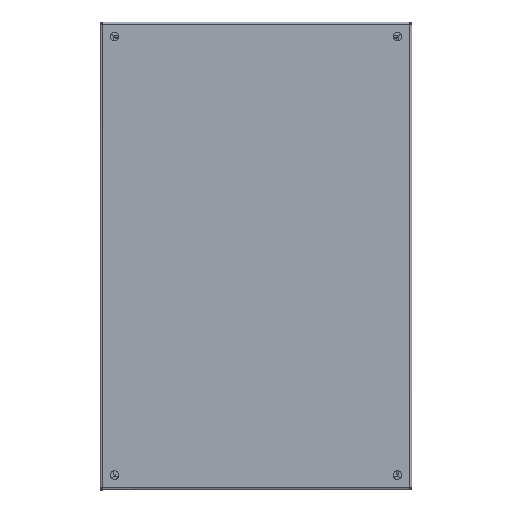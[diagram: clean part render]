
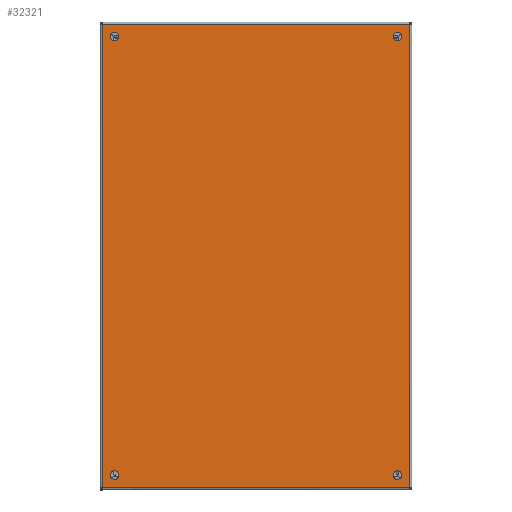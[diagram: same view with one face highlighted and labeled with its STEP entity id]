
A CAD part, top view. The second image highlights one B-rep face of the part: STEP entity #32321.
In plain terms, the highlighted planar face has unit normal (0, 0, 1).
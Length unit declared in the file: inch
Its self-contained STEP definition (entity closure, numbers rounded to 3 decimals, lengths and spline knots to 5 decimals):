
#1169 = CARTESIAN_POINT ( 'NONE',  ( 7.875, -0.01975, 6.9175 ) ) ;
#1454 = DIRECTION ( 'NONE',  ( -1., 0., 0. ) ) ;
#1649 = EDGE_LOOP ( 'NONE', ( #43602 ) ) ;
#1656 = EDGE_CURVE ( 'NONE', #61058, #61058, #78285, .T. ) ;
#1812 = CIRCLE ( 'NONE', #22574, 0.07 ) ;
#1962 = VERTEX_POINT ( 'NONE', #8220 ) ;
#2441 = VERTEX_POINT ( 'NONE', #28110 ) ;
#2683 = DIRECTION ( 'NONE',  ( 0., 0., -1. ) ) ;
#3002 = DIRECTION ( 'NONE',  ( 0., 0., -1. ) ) ;
#3103 = DIRECTION ( 'NONE',  ( 1., 0., 0. ) ) ;
#3705 = EDGE_LOOP ( 'NONE', ( #26889 ) ) ;
#3970 = FACE_OUTER_BOUND ( 'NONE', #26084, .T. ) ;
#4979 = FACE_BOUND ( 'NONE', #77843, .T. ) ;
#7650 = AXIS2_PLACEMENT_3D ( 'NONE', #48367, #55599, #42806 ) ;
#8220 = CARTESIAN_POINT ( 'NONE',  ( 15.75777, 23.76975, 6.9175 ) ) ;
#8403 = ORIENTED_EDGE ( 'NONE', *, *, #32813, .F. ) ;
#9670 = CARTESIAN_POINT ( 'NONE',  ( -0.00777, -0.01975, 6.9175 ) ) ;
#10028 = AXIS2_PLACEMENT_3D ( 'NONE', #22367, #3002, #80007 ) ;
#10143 = VERTEX_POINT ( 'NONE', #9670 ) ;
#11321 = ORIENTED_EDGE ( 'NONE', *, *, #30373, .T. ) ;
#13412 = ORIENTED_EDGE ( 'NONE', *, *, #30271, .F. ) ;
#13639 = EDGE_LOOP ( 'NONE', ( #58624 ) ) ;
#14245 = EDGE_CURVE ( 'NONE', #44549, #1962, #25127, .T. ) ;
#15506 = DIRECTION ( 'NONE',  ( -1., 0., 0. ) ) ;
#16775 = CARTESIAN_POINT ( 'NONE',  ( -0.01975, -0.00777, 6.9175 ) ) ;
#17143 = AXIS2_PLACEMENT_3D ( 'NONE', #72300, #78416, #15506 ) ;
#17274 = CARTESIAN_POINT ( 'NONE',  ( 15.75777, -0.01975, 6.9175 ) ) ;
#18082 = AXIS2_PLACEMENT_3D ( 'NONE', #56639, #18693, #63022 ) ;
#18169 = EDGE_CURVE ( 'NONE', #35346, #1962, #79415, .T. ) ;
#18244 = CARTESIAN_POINT ( 'NONE',  ( 14.90625, 23.125, 6.9175 ) ) ;
#18693 = DIRECTION ( 'NONE',  ( 0., 0., -1. ) ) ;
#19144 = DIRECTION ( 'NONE',  ( 1., 0., 0. ) ) ;
#19495 = CARTESIAN_POINT ( 'NONE',  ( 15.76975, 23.75777, 6.9175 ) ) ;
#19565 = AXIS2_PLACEMENT_3D ( 'NONE', #53226, #71563, #33805 ) ;
#21703 = CARTESIAN_POINT ( 'NONE',  ( -0.01975, 11.875, 6.9175 ) ) ;
#21795 = CARTESIAN_POINT ( 'NONE',  ( 0.40625, 23.125, 6.9175 ) ) ;
#22367 = CARTESIAN_POINT ( 'NONE',  ( 15.81289, -0.06289, 6.9175 ) ) ;
#22574 = AXIS2_PLACEMENT_3D ( 'NONE', #73158, #35425, #3103 ) ;
#23147 = ORIENTED_EDGE ( 'NONE', *, *, #24214, .T. ) ;
#23823 = FACE_BOUND ( 'NONE', #1649, .T. ) ;
#24214 = EDGE_CURVE ( 'NONE', #55907, #60282, #34094, .T. ) ;
#24945 = CIRCLE ( 'NONE', #7650, 0.21875 ) ;
#24964 = CARTESIAN_POINT ( 'NONE',  ( -0.00777, 23.76975, 6.9175 ) ) ;
#25127 = LINE ( 'NONE', #63170, #59819 ) ;
#25425 = DIRECTION ( 'NONE',  ( 0., -1., 0. ) ) ;
#25836 = ORIENTED_EDGE ( 'NONE', *, *, #34443, .T. ) ;
#26084 = EDGE_LOOP ( 'NONE', ( #23147, #68717, #58636, #60696, #11321, #8403, #25836, #13412 ) ) ;
#26889 = ORIENTED_EDGE ( 'NONE', *, *, #39824, .T. ) ;
#28110 = CARTESIAN_POINT ( 'NONE',  ( 14.90625, 0.625, 6.9175 ) ) ;
#28808 = VERTEX_POINT ( 'NONE', #76791 ) ;
#30271 = EDGE_CURVE ( 'NONE', #55907, #10143, #31483, .T. ) ;
#30373 = EDGE_CURVE ( 'NONE', #44549, #28808, #1812, .T. ) ;
#31125 = VERTEX_POINT ( 'NONE', #21795 ) ;
#31483 = LINE ( 'NONE', #1169, #81163 ) ;
#32321 = ADVANCED_FACE ( 'NONE', ( #4979, #23823, #40600, #64465, #3970 ), #71829, .F. ) ;
#32813 = EDGE_CURVE ( 'NONE', #43747, #28808, #38570, .T. ) ;
#32947 = EDGE_CURVE ( 'NONE', #46999, #46999, #49470, .T. ) ;
#33563 = DIRECTION ( 'NONE',  ( 1., 0., 0. ) ) ;
#33805 = DIRECTION ( 'NONE',  ( -1., 0., 0. ) ) ;
#34094 = CIRCLE ( 'NONE', #10028, 0.07 ) ;
#34443 = EDGE_CURVE ( 'NONE', #43747, #10143, #76226, .T. ) ;
#35346 = VERTEX_POINT ( 'NONE', #19495 ) ;
#35425 = DIRECTION ( 'NONE',  ( 0., 0., -1. ) ) ;
#36307 = EDGE_CURVE ( 'NONE', #31125, #31125, #24945, .T. ) ;
#36544 = CARTESIAN_POINT ( 'NONE',  ( 0.625, 0.625, 6.9175 ) ) ;
#38570 = LINE ( 'NONE', #21703, #81281 ) ;
#39144 = AXIS2_PLACEMENT_3D ( 'NONE', #36544, #54595, #41809 ) ;
#39824 = EDGE_CURVE ( 'NONE', #2441, #2441, #54452, .T. ) ;
#40169 = DIRECTION ( 'NONE',  ( 0., 0., -1. ) ) ;
#40600 = FACE_BOUND ( 'NONE', #13639, .T. ) ;
#40984 = DIRECTION ( 'NONE',  ( 0., 1., 0. ) ) ;
#41809 = DIRECTION ( 'NONE',  ( -1., 0., 0. ) ) ;
#42806 = DIRECTION ( 'NONE',  ( -1., 0., 0. ) ) ;
#43602 = ORIENTED_EDGE ( 'NONE', *, *, #1656, .T. ) ;
#43747 = VERTEX_POINT ( 'NONE', #16775 ) ;
#44549 = VERTEX_POINT ( 'NONE', #24964 ) ;
#46999 = VERTEX_POINT ( 'NONE', #58353 ) ;
#48367 = CARTESIAN_POINT ( 'NONE',  ( 0.625, 23.125, 6.9175 ) ) ;
#49470 = CIRCLE ( 'NONE', #39144, 0.21875 ) ;
#52028 = CARTESIAN_POINT ( 'NONE',  ( 15.76975, 11.875, 6.9175 ) ) ;
#53226 = CARTESIAN_POINT ( 'NONE',  ( 7.875, 11.875, 6.9175 ) ) ;
#54338 = VECTOR ( 'NONE', #25425, 39.37008 ) ;
#54452 = CIRCLE ( 'NONE', #18082, 0.21875 ) ;
#54595 = DIRECTION ( 'NONE',  ( 0., 0., -1. ) ) ;
#55599 = DIRECTION ( 'NONE',  ( 0., 0., -1. ) ) ;
#55907 = VERTEX_POINT ( 'NONE', #17274 ) ;
#56639 = CARTESIAN_POINT ( 'NONE',  ( 15.125, 0.625, 6.9175 ) ) ;
#58353 = CARTESIAN_POINT ( 'NONE',  ( 0.40625, 0.625, 6.9175 ) ) ;
#58624 = ORIENTED_EDGE ( 'NONE', *, *, #32947, .T. ) ;
#58636 = ORIENTED_EDGE ( 'NONE', *, *, #18169, .T. ) ;
#59819 = VECTOR ( 'NONE', #19144, 39.37008 ) ;
#60282 = VERTEX_POINT ( 'NONE', #78289 ) ;
#60696 = ORIENTED_EDGE ( 'NONE', *, *, #14245, .F. ) ;
#61058 = VERTEX_POINT ( 'NONE', #18244 ) ;
#63022 = DIRECTION ( 'NONE',  ( -1., 0., 0. ) ) ;
#63170 = CARTESIAN_POINT ( 'NONE',  ( 7.875, 23.76975, 6.9175 ) ) ;
#64320 = AXIS2_PLACEMENT_3D ( 'NONE', #78223, #40169, #33563 ) ;
#64465 = FACE_BOUND ( 'NONE', #3705, .T. ) ;
#68717 = ORIENTED_EDGE ( 'NONE', *, *, #81606, .F. ) ;
#69511 = AXIS2_PLACEMENT_3D ( 'NONE', #71667, #2683, #77762 ) ;
#71563 = DIRECTION ( 'NONE',  ( 0., 0., -1. ) ) ;
#71667 = CARTESIAN_POINT ( 'NONE',  ( 15.81289, 23.81289, 6.9175 ) ) ;
#71829 = PLANE ( 'NONE',  #19565 ) ;
#72300 = CARTESIAN_POINT ( 'NONE',  ( 15.125, 23.125, 6.9175 ) ) ;
#73158 = CARTESIAN_POINT ( 'NONE',  ( -0.06289, 23.81289, 6.9175 ) ) ;
#73294 = LINE ( 'NONE', #52028, #54338 ) ;
#76226 = CIRCLE ( 'NONE', #64320, 0.07 ) ;
#76791 = CARTESIAN_POINT ( 'NONE',  ( -0.01975, 23.75777, 6.9175 ) ) ;
#77762 = DIRECTION ( 'NONE',  ( 1., 0., 0. ) ) ;
#77843 = EDGE_LOOP ( 'NONE', ( #78215 ) ) ;
#78215 = ORIENTED_EDGE ( 'NONE', *, *, #36307, .T. ) ;
#78223 = CARTESIAN_POINT ( 'NONE',  ( -0.06289, -0.06289, 6.9175 ) ) ;
#78285 = CIRCLE ( 'NONE', #17143, 0.21875 ) ;
#78289 = CARTESIAN_POINT ( 'NONE',  ( 15.76975, -0.00777, 6.9175 ) ) ;
#78416 = DIRECTION ( 'NONE',  ( 0., 0., -1. ) ) ;
#79415 = CIRCLE ( 'NONE', #69511, 0.07 ) ;
#80007 = DIRECTION ( 'NONE',  ( 1., 0., 0. ) ) ;
#81163 = VECTOR ( 'NONE', #1454, 39.37008 ) ;
#81281 = VECTOR ( 'NONE', #40984, 39.37008 ) ;
#81606 = EDGE_CURVE ( 'NONE', #35346, #60282, #73294, .T. ) ;
